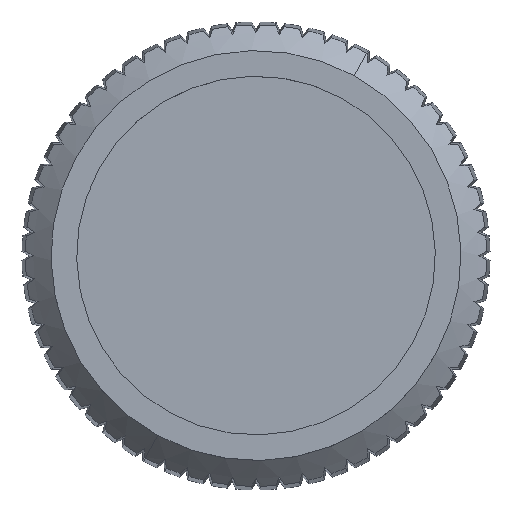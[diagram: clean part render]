
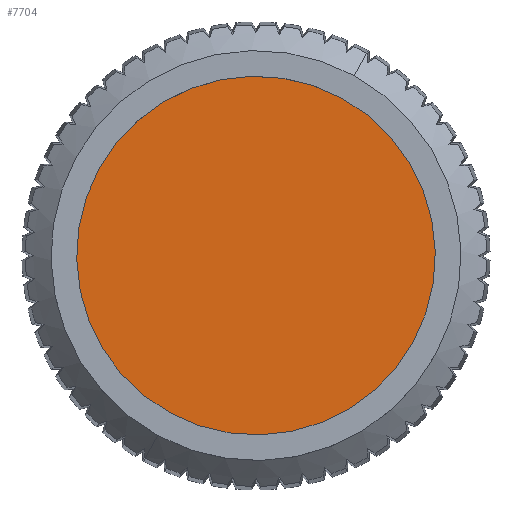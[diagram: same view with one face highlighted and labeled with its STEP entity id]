
A CAD part, top view. The second image highlights one B-rep face of the part: STEP entity #7704.
In plain terms, the highlighted planar face has unit normal (0, 0, 1).
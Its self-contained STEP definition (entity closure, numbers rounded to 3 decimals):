
#7661=CARTESIAN_POINT('Vertex',(-3.356,-6.143,9.2)) ;
#7664=CARTESIAN_POINT('Axis2P3D Location',(0.,0.,9.2)) ;
#7668=CARTESIAN_POINT('Vertex',(3.356,6.143,9.2)) ;
#7683=CARTESIAN_POINT('Axis2P3D Location',(0.,0.,9.2)) ;
#7695=CARTESIAN_POINT('Axis2P3D Location',(0.,0.,9.2)) ;
#7665=DIRECTION('Axis2P3D Direction',(0.,0.,-1.)) ;
#7684=DIRECTION('Axis2P3D Direction',(0.,0.,-1.)) ;
#7696=DIRECTION('Axis2P3D Direction',(0.,0.,-1.)) ;
#7697=DIRECTION('Axis2P3D XDirection',(1.,0.,0.)) ;
#7666=AXIS2_PLACEMENT_3D('Circle Axis2P3D',#7664,#7665,$) ;
#7685=AXIS2_PLACEMENT_3D('Circle Axis2P3D',#7683,#7684,$) ;
#7698=AXIS2_PLACEMENT_3D('Plane Axis2P3D',#7695,#7696,#7697) ;
#7701=ORIENTED_EDGE('',*,*,#7687,.F.) ;
#7702=ORIENTED_EDGE('',*,*,#7670,.F.) ;
#7704=ADVANCED_FACE('PartBody',(#7703),#7699,.F.) ;
#7667=CIRCLE('generated circle',#7666,7.) ;
#7686=CIRCLE('generated circle',#7685,7.) ;
#7670=EDGE_CURVE('',#7662,#7669,#7667,.T.) ;
#7687=EDGE_CURVE('',#7669,#7662,#7686,.T.) ;
#7700=EDGE_LOOP('',(#7701,#7702)) ;
#7703=FACE_OUTER_BOUND('',#7700,.T.) ;
#7699=PLANE('',#7698) ;
#7662=VERTEX_POINT('',#7661) ;
#7669=VERTEX_POINT('',#7668) ;
